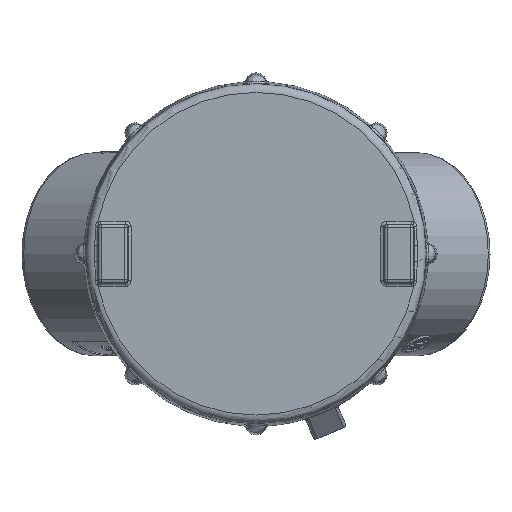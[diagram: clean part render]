
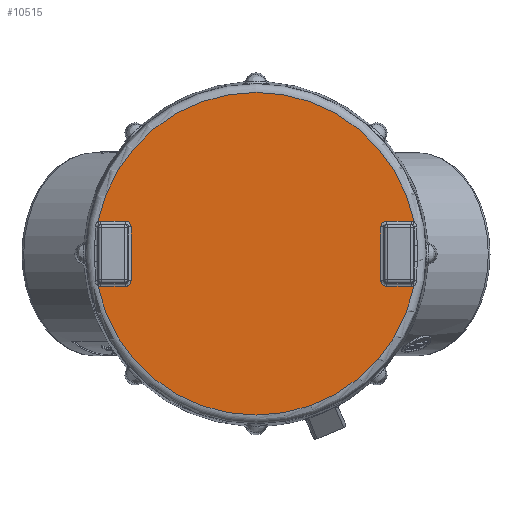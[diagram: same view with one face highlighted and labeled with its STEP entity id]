
A CAD part, top view. The second image highlights one B-rep face of the part: STEP entity #10515.
In plain terms, the highlighted planar face has unit normal (0, 0, 1).
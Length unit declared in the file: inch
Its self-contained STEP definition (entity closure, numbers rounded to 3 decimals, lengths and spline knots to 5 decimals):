
#939=PLANE('',#11582);
#1386=FACE_OUTER_BOUND('',#2058,.T.);
#2058=EDGE_LOOP('',(#9138,#9139,#9140,#9141,#9142,#9143,#9144,#9145,#9146,
#9147,#9148,#9149,#9150,#9151,#9152,#9153));
#2826=LINE('',#20388,#3503);
#2827=LINE('',#20396,#3504);
#2828=LINE('',#20400,#3505);
#2829=LINE('',#20404,#3506);
#2830=LINE('',#20412,#3507);
#2831=LINE('',#20416,#3508);
#3503=VECTOR('',#14132,0.26479);
#3504=VECTOR('',#14139,0.26479);
#3505=VECTOR('',#14142,0.57729);
#3506=VECTOR('',#14145,0.26479);
#3507=VECTOR('',#14152,0.26479);
#3508=VECTOR('',#14155,0.57729);
#3943=CIRCLE('',#11584,1.73576);
#3944=CIRCLE('',#11589,1.73576);
#4200=ELLIPSE('',#11583,0.06254,0.0625);
#4201=ELLIPSE('',#11585,0.06254,0.0625);
#4202=ELLIPSE('',#11586,0.06254,0.0625);
#4203=ELLIPSE('',#11587,0.06254,0.0625);
#4204=ELLIPSE('',#11588,0.06254,0.0625);
#4205=ELLIPSE('',#11590,0.06254,0.0625);
#4206=ELLIPSE('',#11591,0.06254,0.0625);
#4207=ELLIPSE('',#11592,0.06254,0.0625);
#5068=VERTEX_POINT('',#20386);
#5069=VERTEX_POINT('',#20387);
#5070=VERTEX_POINT('',#20389);
#5071=VERTEX_POINT('',#20391);
#5072=VERTEX_POINT('',#20393);
#5073=VERTEX_POINT('',#20395);
#5074=VERTEX_POINT('',#20397);
#5075=VERTEX_POINT('',#20399);
#5076=VERTEX_POINT('',#20401);
#5077=VERTEX_POINT('',#20403);
#5078=VERTEX_POINT('',#20405);
#5079=VERTEX_POINT('',#20407);
#5080=VERTEX_POINT('',#20409);
#5081=VERTEX_POINT('',#20411);
#5082=VERTEX_POINT('',#20413);
#5083=VERTEX_POINT('',#20415);
#6446=EDGE_CURVE('',#5068,#5069,#2826,.T.);
#6447=EDGE_CURVE('',#5069,#5070,#4200,.T.);
#6448=EDGE_CURVE('',#5070,#5071,#3943,.F.);
#6449=EDGE_CURVE('',#5071,#5072,#4201,.T.);
#6450=EDGE_CURVE('',#5072,#5073,#2827,.F.);
#6451=EDGE_CURVE('',#5073,#5074,#4202,.T.);
#6452=EDGE_CURVE('',#5074,#5075,#2828,.F.);
#6453=EDGE_CURVE('',#5075,#5076,#4203,.T.);
#6454=EDGE_CURVE('',#5076,#5077,#2829,.T.);
#6455=EDGE_CURVE('',#5077,#5078,#4204,.T.);
#6456=EDGE_CURVE('',#5078,#5079,#3944,.F.);
#6457=EDGE_CURVE('',#5079,#5080,#4205,.T.);
#6458=EDGE_CURVE('',#5080,#5081,#2830,.F.);
#6459=EDGE_CURVE('',#5081,#5082,#4206,.T.);
#6460=EDGE_CURVE('',#5082,#5083,#2831,.F.);
#6461=EDGE_CURVE('',#5083,#5068,#4207,.T.);
#9138=ORIENTED_EDGE('',*,*,#6446,.T.);
#9139=ORIENTED_EDGE('',*,*,#6447,.T.);
#9140=ORIENTED_EDGE('',*,*,#6448,.T.);
#9141=ORIENTED_EDGE('',*,*,#6449,.T.);
#9142=ORIENTED_EDGE('',*,*,#6450,.T.);
#9143=ORIENTED_EDGE('',*,*,#6451,.T.);
#9144=ORIENTED_EDGE('',*,*,#6452,.T.);
#9145=ORIENTED_EDGE('',*,*,#6453,.T.);
#9146=ORIENTED_EDGE('',*,*,#6454,.T.);
#9147=ORIENTED_EDGE('',*,*,#6455,.T.);
#9148=ORIENTED_EDGE('',*,*,#6456,.T.);
#9149=ORIENTED_EDGE('',*,*,#6457,.T.);
#9150=ORIENTED_EDGE('',*,*,#6458,.T.);
#9151=ORIENTED_EDGE('',*,*,#6459,.T.);
#9152=ORIENTED_EDGE('',*,*,#6460,.T.);
#9153=ORIENTED_EDGE('',*,*,#6461,.T.);
#10515=ADVANCED_FACE('',(#1386),#939,.F.);
#11582=AXIS2_PLACEMENT_3D('',#20385,#14130,#14131);
#11583=AXIS2_PLACEMENT_3D('',#20390,#14133,#14134);
#11584=AXIS2_PLACEMENT_3D('',#20392,#14135,#14136);
#11585=AXIS2_PLACEMENT_3D('',#20394,#14137,#14138);
#11586=AXIS2_PLACEMENT_3D('',#20398,#14140,#14141);
#11587=AXIS2_PLACEMENT_3D('',#20402,#14143,#14144);
#11588=AXIS2_PLACEMENT_3D('',#20406,#14146,#14147);
#11589=AXIS2_PLACEMENT_3D('',#20408,#14148,#14149);
#11590=AXIS2_PLACEMENT_3D('',#20410,#14150,#14151);
#11591=AXIS2_PLACEMENT_3D('',#20414,#14153,#14154);
#11592=AXIS2_PLACEMENT_3D('',#20417,#14156,#14157);
#14130=DIRECTION('center_axis',(0.,0.,-1.));
#14131=DIRECTION('ref_axis',(-1.,0.,0.));
#14132=DIRECTION('',(1.,0.,0.));
#14133=DIRECTION('center_axis',(0.,0.,-1.));
#14134=DIRECTION('ref_axis',(-0.707,-0.707,0.));
#14135=DIRECTION('center_axis',(0.,0.,-1.));
#14136=DIRECTION('ref_axis',(-1.,0.,0.));
#14137=DIRECTION('center_axis',(0.,0.,-1.));
#14138=DIRECTION('ref_axis',(0.707,-0.707,0.));
#14139=DIRECTION('',(-1.,0.,0.));
#14140=DIRECTION('center_axis',(0.,0.,-1.));
#14141=DIRECTION('ref_axis',(-0.707,-0.707,0.));
#14142=DIRECTION('',(0.,1.,0.));
#14143=DIRECTION('center_axis',(0.,0.,-1.));
#14144=DIRECTION('ref_axis',(-0.707,0.707,0.));
#14145=DIRECTION('',(-1.,0.,0.));
#14146=DIRECTION('center_axis',(0.,0.,-1.));
#14147=DIRECTION('ref_axis',(0.707,0.707,0.));
#14148=DIRECTION('center_axis',(0.,0.,-1.));
#14149=DIRECTION('ref_axis',(-1.,0.,0.));
#14150=DIRECTION('center_axis',(0.,0.,-1.));
#14151=DIRECTION('ref_axis',(-0.707,0.707,0.));
#14152=DIRECTION('',(1.,0.,0.));
#14153=DIRECTION('center_axis',(0.,0.,-1.));
#14154=DIRECTION('ref_axis',(0.707,0.707,0.));
#14155=DIRECTION('',(0.,-1.,0.));
#14156=DIRECTION('center_axis',(0.,0.,-1.));
#14157=DIRECTION('ref_axis',(0.707,-0.707,0.));
#20385=CARTESIAN_POINT('Origin',(1.82636,0.,1.09375));
#20386=CARTESIAN_POINT('',(1.40635,0.35113,1.09375));
#20387=CARTESIAN_POINT('',(1.67115,0.35113,1.09375));
#20388=CARTESIAN_POINT('',(1.40635,0.35113,1.09375));
#20389=CARTESIAN_POINT('',(1.70148,0.34327,1.09375));
#20390=CARTESIAN_POINT('Origin',(1.6711,0.2886,1.09375));
#20391=CARTESIAN_POINT('',(-1.70148,0.34327,1.09375));
#20392=CARTESIAN_POINT('Origin',(0.,0.,1.09375));
#20393=CARTESIAN_POINT('',(-1.67115,0.35113,1.09375));
#20394=CARTESIAN_POINT('Origin',(-1.6711,0.2886,1.09375));
#20395=CARTESIAN_POINT('',(-1.40635,0.35113,1.09375));
#20396=CARTESIAN_POINT('',(-1.40635,0.35113,1.09375));
#20397=CARTESIAN_POINT('',(-1.34387,0.28865,1.09375));
#20398=CARTESIAN_POINT('Origin',(-1.4064,0.2886,1.09375));
#20399=CARTESIAN_POINT('',(-1.34387,-0.28865,1.09375));
#20400=CARTESIAN_POINT('',(-1.34387,-0.28865,1.09375));
#20401=CARTESIAN_POINT('',(-1.40635,-0.35113,1.09375));
#20402=CARTESIAN_POINT('Origin',(-1.4064,-0.2886,1.09375));
#20403=CARTESIAN_POINT('',(-1.67115,-0.35113,1.09375));
#20404=CARTESIAN_POINT('',(-1.40635,-0.35113,1.09375));
#20405=CARTESIAN_POINT('',(-1.70148,-0.34327,1.09375));
#20406=CARTESIAN_POINT('Origin',(-1.6711,-0.2886,1.09375));
#20407=CARTESIAN_POINT('',(1.70148,-0.34327,1.09375));
#20408=CARTESIAN_POINT('Origin',(0.,0.,1.09375));
#20409=CARTESIAN_POINT('',(1.67115,-0.35113,1.09375));
#20410=CARTESIAN_POINT('Origin',(1.6711,-0.2886,1.09375));
#20411=CARTESIAN_POINT('',(1.40635,-0.35113,1.09375));
#20412=CARTESIAN_POINT('',(1.40635,-0.35113,1.09375));
#20413=CARTESIAN_POINT('',(1.34387,-0.28865,1.09375));
#20414=CARTESIAN_POINT('Origin',(1.4064,-0.2886,1.09375));
#20415=CARTESIAN_POINT('',(1.34387,0.28865,1.09375));
#20416=CARTESIAN_POINT('',(1.34387,0.28865,1.09375));
#20417=CARTESIAN_POINT('Origin',(1.4064,0.2886,1.09375));
